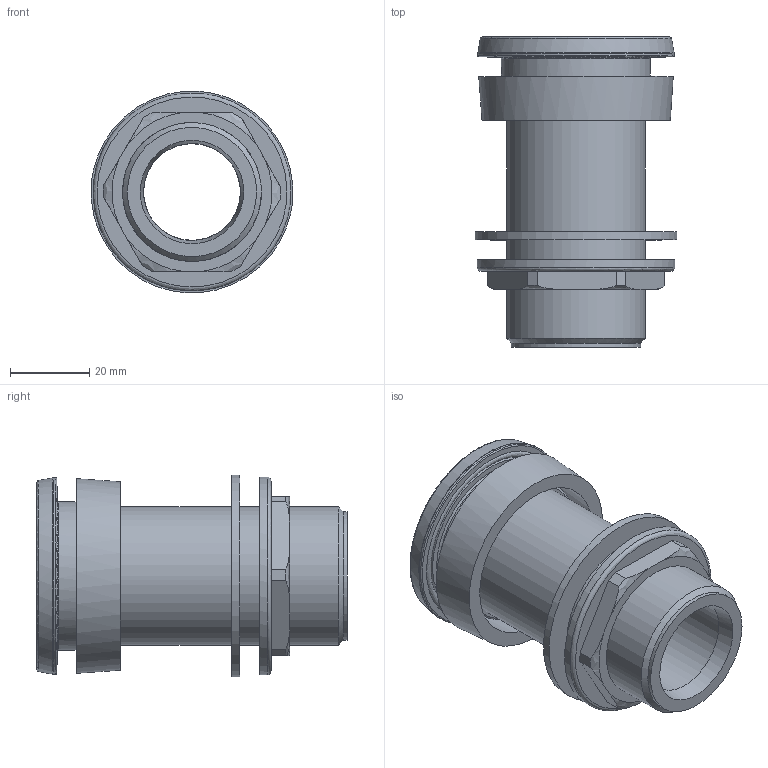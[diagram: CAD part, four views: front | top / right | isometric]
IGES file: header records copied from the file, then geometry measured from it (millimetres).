
Global section: file name: T2080; native system: Autodesk Inventor 2020; preprocessor: unknown; author: adaniels; date: 20221128.094615; units: millimetre
Bounding box: 50.7 x 78.1 x 50.68 mm (x, y, z)
Volume: 56503.4 mm3; surface area: 33197 mm2
Topology: 7 solids, 7 shells, 73 faces, 194 edges, 140 vertices
Faces by surface type: bspline 73
